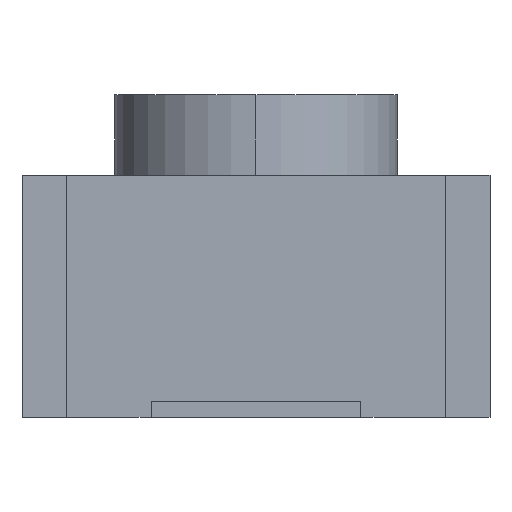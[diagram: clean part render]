
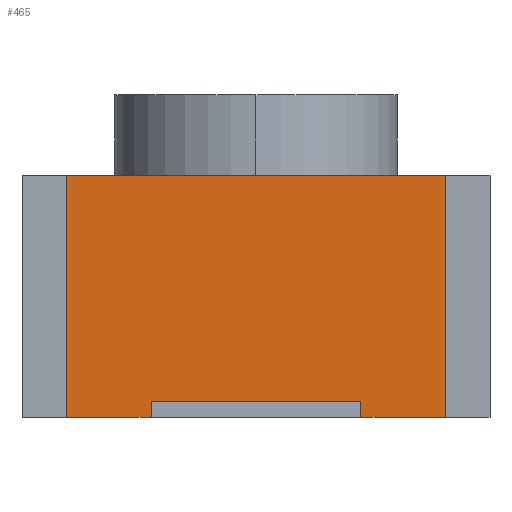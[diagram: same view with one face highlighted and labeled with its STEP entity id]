
A CAD part, left-side view. The second image highlights one B-rep face of the part: STEP entity #465.
In plain terms, the highlighted planar face has unit normal (-1, 0, 0).
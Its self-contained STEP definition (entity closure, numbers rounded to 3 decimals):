
#4 = CARTESIAN_POINT ( 'NONE',  ( -1.95, 0.65, 0.1 ) ) ;
#10 = DIRECTION ( 'NONE',  ( 0., -1., 0. ) ) ;
#53 = DIRECTION ( 'NONE',  ( -1., 0., 0. ) ) ;
#61 = DIRECTION ( 'NONE',  ( 0., -1., 0. ) ) ;
#77 = VECTOR ( 'NONE', #1018, 1000. ) ;
#81 = EDGE_CURVE ( 'NONE', #794, #948, #197, .T. ) ;
#91 = ORIENTED_EDGE ( 'NONE', *, *, #132, .F. ) ;
#96 = EDGE_CURVE ( 'NONE', #794, #344, #566, .T. ) ;
#110 = VECTOR ( 'NONE', #208, 1000. ) ;
#115 = ORIENTED_EDGE ( 'NONE', *, *, #445, .F. ) ;
#122 = CARTESIAN_POINT ( 'NONE',  ( -1.95, 1.175, 1.5 ) ) ;
#132 = EDGE_CURVE ( 'NONE', #210, #1149, #585, .T. ) ;
#149 = CARTESIAN_POINT ( 'NONE',  ( -1.95, 1.45, 0. ) ) ;
#182 = DIRECTION ( 'NONE',  ( 0., -1., 0. ) ) ;
#197 = LINE ( 'NONE', #4, #77 ) ;
#198 = VECTOR ( 'NONE', #182, 1000. ) ;
#208 = DIRECTION ( 'NONE',  ( 0., 0., 1. ) ) ;
#210 = VERTEX_POINT ( 'NONE', #439 ) ;
#234 = CARTESIAN_POINT ( 'NONE',  ( -1.95, -1.175, 0. ) ) ;
#250 = CARTESIAN_POINT ( 'NONE',  ( -1.95, 0.65, 0.1 ) ) ;
#297 = LINE ( 'NONE', #1042, #1070 ) ;
#310 = CARTESIAN_POINT ( 'NONE',  ( -1.95, 0.65, 0. ) ) ;
#327 = CARTESIAN_POINT ( 'NONE',  ( -1.95, 1.45, 0. ) ) ;
#344 = VERTEX_POINT ( 'NONE', #457 ) ;
#371 = CARTESIAN_POINT ( 'NONE',  ( -1.95, -1.175, 0. ) ) ;
#399 = FACE_OUTER_BOUND ( 'NONE', #782, .T. ) ;
#401 = CARTESIAN_POINT ( 'NONE',  ( -1.95, 1.175, 0. ) ) ;
#414 = VECTOR ( 'NONE', #975, 1000. ) ;
#423 = ORIENTED_EDGE ( 'NONE', *, *, #96, .T. ) ;
#438 = DIRECTION ( 'NONE',  ( 0., 0., -1. ) ) ;
#439 = CARTESIAN_POINT ( 'NONE',  ( -1.95, 1.175, 0. ) ) ;
#445 = EDGE_CURVE ( 'NONE', #908, #344, #297, .T. ) ;
#457 = CARTESIAN_POINT ( 'NONE',  ( -1.95, -0.65, 0.1 ) ) ;
#465 = ADVANCED_FACE ( 'NONE', ( #399 ), #593, .T. ) ;
#485 = EDGE_CURVE ( 'NONE', #776, #982, #1073, .T. ) ;
#563 = CARTESIAN_POINT ( 'NONE',  ( -1.95, 1.45, 1.5 ) ) ;
#566 = LINE ( 'NONE', #744, #824 ) ;
#567 = EDGE_CURVE ( 'NONE', #210, #948, #694, .T. ) ;
#585 = LINE ( 'NONE', #401, #110 ) ;
#586 = ORIENTED_EDGE ( 'NONE', *, *, #567, .T. ) ;
#593 = PLANE ( 'NONE',  #936 ) ;
#694 = LINE ( 'NONE', #1133, #414 ) ;
#732 = DIRECTION ( 'NONE',  ( 0., -1., 0. ) ) ;
#735 = EDGE_CURVE ( 'NONE', #908, #982, #956, .T. ) ;
#742 = LINE ( 'NONE', #563, #1014 ) ;
#744 = CARTESIAN_POINT ( 'NONE',  ( -1.95, 0., 0.1 ) ) ;
#760 = CARTESIAN_POINT ( 'NONE',  ( -1.95, -0.65, 0. ) ) ;
#775 = CARTESIAN_POINT ( 'NONE',  ( -1.95, -1.175, 1.5 ) ) ;
#776 = VERTEX_POINT ( 'NONE', #775 ) ;
#782 = EDGE_LOOP ( 'NONE', ( #962, #1173, #91, #586, #1046, #423, #115, #972 ) ) ;
#794 = VERTEX_POINT ( 'NONE', #250 ) ;
#824 = VECTOR ( 'NONE', #10, 1000. ) ;
#908 = VERTEX_POINT ( 'NONE', #760 ) ;
#936 = AXIS2_PLACEMENT_3D ( 'NONE', #149, #53, #61 ) ;
#948 = VERTEX_POINT ( 'NONE', #310 ) ;
#956 = LINE ( 'NONE', #327, #198 ) ;
#962 = ORIENTED_EDGE ( 'NONE', *, *, #485, .F. ) ;
#972 = ORIENTED_EDGE ( 'NONE', *, *, #735, .T. ) ;
#975 = DIRECTION ( 'NONE',  ( 0., -1., 0. ) ) ;
#982 = VERTEX_POINT ( 'NONE', #371 ) ;
#1002 = EDGE_CURVE ( 'NONE', #1149, #776, #742, .T. ) ;
#1014 = VECTOR ( 'NONE', #732, 1000. ) ;
#1018 = DIRECTION ( 'NONE',  ( 0., 0., -1. ) ) ;
#1042 = CARTESIAN_POINT ( 'NONE',  ( -1.95, -0.65, 0.1 ) ) ;
#1046 = ORIENTED_EDGE ( 'NONE', *, *, #81, .F. ) ;
#1070 = VECTOR ( 'NONE', #1127, 1000. ) ;
#1073 = LINE ( 'NONE', #234, #1089 ) ;
#1089 = VECTOR ( 'NONE', #438, 1000. ) ;
#1127 = DIRECTION ( 'NONE',  ( 0., 0., 1. ) ) ;
#1133 = CARTESIAN_POINT ( 'NONE',  ( -1.95, 1.45, 0. ) ) ;
#1149 = VERTEX_POINT ( 'NONE', #122 ) ;
#1173 = ORIENTED_EDGE ( 'NONE', *, *, #1002, .F. ) ;
